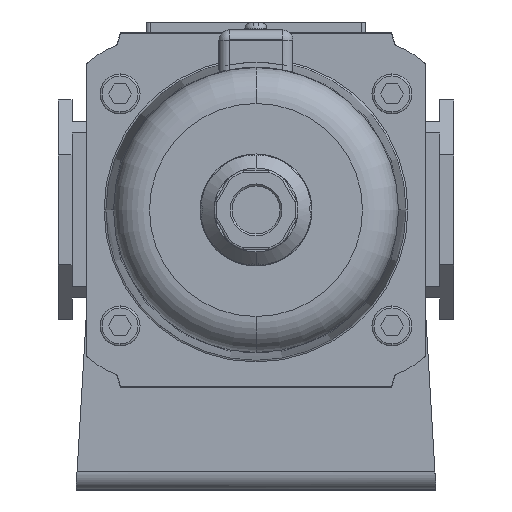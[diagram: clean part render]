
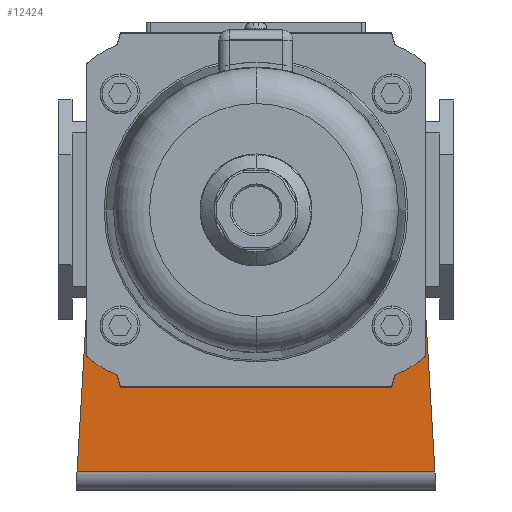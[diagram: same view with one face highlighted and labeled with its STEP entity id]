
A CAD part, front view. The second image highlights one B-rep face of the part: STEP entity #12424.
In plain terms, the highlighted planar face has unit normal (0, -1, 0).
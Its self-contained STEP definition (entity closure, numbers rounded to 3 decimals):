
#438 = VERTEX_POINT ( 'NONE', #2016 ) ;
#1023 = AXIS2_PLACEMENT_3D ( 'NONE', #13148, #3241, #14810 ) ;
#1038 = CARTESIAN_POINT ( 'NONE',  ( 0., 55., 0. ) ) ;
#1239 = VERTEX_POINT ( 'NONE', #15350 ) ;
#1526 = DIRECTION ( 'NONE',  ( 1., 0., 0. ) ) ;
#1626 = CARTESIAN_POINT ( 'NONE',  ( 44.735, 55., -65.5 ) ) ;
#2016 = CARTESIAN_POINT ( 'NONE',  ( -44.735, 55., -65.5 ) ) ;
#2695 = DIRECTION ( 'NONE',  ( -1., 0., 0. ) ) ;
#3132 = DIRECTION ( 'NONE',  ( 0.059, 0., 0.998 ) ) ;
#3241 = DIRECTION ( 'NONE',  ( 0., 1., 0. ) ) ;
#3582 = PLANE ( 'NONE',  #10246 ) ;
#3852 = CIRCLE ( 'NONE', #4222, 15. ) ;
#4222 = AXIS2_PLACEMENT_3D ( 'NONE', #1038, #12610, #2695 ) ;
#5189 = EDGE_CURVE ( 'NONE', #438, #1239, #5201, .T. ) ;
#5201 = LINE ( 'NONE', #19680, #17914 ) ;
#5236 = DIRECTION ( 'NONE',  ( -1., 0., 0. ) ) ;
#5433 = EDGE_CURVE ( 'NONE', #1239, #12861, #5992, .T. ) ;
#5820 = VECTOR ( 'NONE', #1526, 1000. ) ;
#5992 = CIRCLE ( 'NONE', #1023, 40.8 ) ;
#6553 = CARTESIAN_POINT ( 'NONE',  ( 40.729, 55., 2.402 ) ) ;
#7465 = DIRECTION ( 'NONE',  ( 0., 1., 0. ) ) ;
#7646 = VECTOR ( 'NONE', #21303, 1000. ) ;
#8518 = EDGE_CURVE ( 'NONE', #14932, #14184, #3852, .T. ) ;
#9658 = CARTESIAN_POINT ( 'NONE',  ( 40.729, 55., 2.402 ) ) ;
#10098 = ORIENTED_EDGE ( 'NONE', *, *, #17872, .T. ) ;
#10246 = AXIS2_PLACEMENT_3D ( 'NONE', #11843, #15164, #5236 ) ;
#10488 = ORIENTED_EDGE ( 'NONE', *, *, #5189, .F. ) ;
#10573 = ORIENTED_EDGE ( 'NONE', *, *, #19731, .F. ) ;
#11818 = VERTEX_POINT ( 'NONE', #1626 ) ;
#11843 = CARTESIAN_POINT ( 'NONE',  ( 0., 55., 0. ) ) ;
#12424 = ADVANCED_FACE ( 'NONE', ( #16881, #13504 ), #3582, .F. ) ;
#12523 = ORIENTED_EDGE ( 'NONE', *, *, #5433, .F. ) ;
#12610 = DIRECTION ( 'NONE',  ( 0., 1., 0. ) ) ;
#12861 = VERTEX_POINT ( 'NONE', #6553 ) ;
#13054 = ORIENTED_EDGE ( 'NONE', *, *, #15272, .T. ) ;
#13148 = CARTESIAN_POINT ( 'NONE',  ( 0., 55., 0. ) ) ;
#13504 = FACE_OUTER_BOUND ( 'NONE', #17778, .T. ) ;
#13811 = CARTESIAN_POINT ( 'NONE',  ( -15., 55., 0. ) ) ;
#13900 = CIRCLE ( 'NONE', #20943, 15. ) ;
#14093 = CARTESIAN_POINT ( 'NONE',  ( 15., 55., 0. ) ) ;
#14184 = VERTEX_POINT ( 'NONE', #14093 ) ;
#14810 = DIRECTION ( 'NONE',  ( -1., 0., 0. ) ) ;
#14932 = VERTEX_POINT ( 'NONE', #13811 ) ;
#15164 = DIRECTION ( 'NONE',  ( 0., 1., 0. ) ) ;
#15272 = EDGE_CURVE ( 'NONE', #438, #11818, #19049, .T. ) ;
#15350 = CARTESIAN_POINT ( 'NONE',  ( -40.729, 55., 2.402 ) ) ;
#16645 = ORIENTED_EDGE ( 'NONE', *, *, #8518, .T. ) ;
#16881 = FACE_BOUND ( 'NONE', #18807, .T. ) ;
#17372 = CARTESIAN_POINT ( 'NONE',  ( 0., 55., 0. ) ) ;
#17778 = EDGE_LOOP ( 'NONE', ( #13054, #10573, #12523, #10488 ) ) ;
#17872 = EDGE_CURVE ( 'NONE', #14184, #14932, #13900, .T. ) ;
#17914 = VECTOR ( 'NONE', #3132, 1000. ) ;
#18032 = CARTESIAN_POINT ( 'NONE',  ( -45., 55., -65.5 ) ) ;
#18807 = EDGE_LOOP ( 'NONE', ( #16645, #10098 ) ) ;
#19049 = LINE ( 'NONE', #18032, #5820 ) ;
#19076 = DIRECTION ( 'NONE',  ( -1., 0., 0. ) ) ;
#19680 = CARTESIAN_POINT ( 'NONE',  ( -45., 55., -70. ) ) ;
#19731 = EDGE_CURVE ( 'NONE', #12861, #11818, #20906, .T. ) ;
#20906 = LINE ( 'NONE', #9658, #7646 ) ;
#20943 = AXIS2_PLACEMENT_3D ( 'NONE', #17372, #7465, #19076 ) ;
#21303 = DIRECTION ( 'NONE',  ( 0.059, 0., -0.998 ) ) ;
